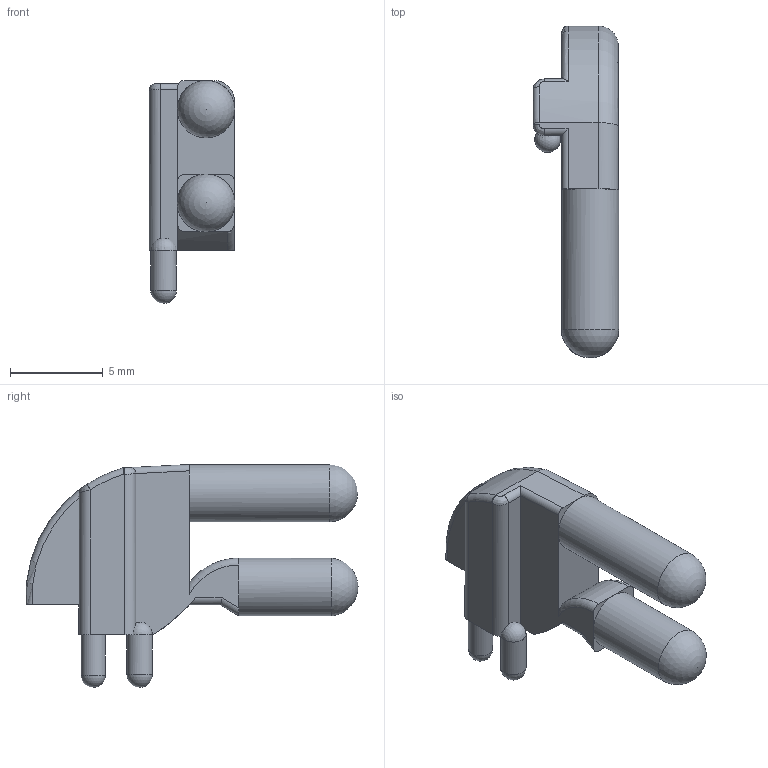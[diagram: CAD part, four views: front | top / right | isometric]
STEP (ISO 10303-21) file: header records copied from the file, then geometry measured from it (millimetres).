
FILE_DESCRIPTION(/* description */ ('Unknown'),/* implementation_level */ '2;1');
FILE_NAME(/* name */ '515-1114F',/* time_stamp */ '2023-03-15T08:09:03+02:00',/* author */ ('Unknown'),/* organization */ ('Unknown'),/* preprocessor_version */ 'ST-DEVELOPER v18.1',/* originating_system */ 'Solid Edge',/* authorisation */ 'Unknown');
FILE_SCHEMA (('AUTOMOTIVE_DESIGN {1 0 10303 214 3 1 1}'));
Length unit declared in the file: millimetre
Products named in the file (1): 515-1114F
Bounding box: 4.63 x 17.89 x 12.01 mm (x, y, z)
Volume: 365.3 mm3; surface area: 440 mm2
Topology: 1 solids, 1 shells, 55 faces, 148 edges, 90 vertices
Faces by surface type: plane 24, cylinder 18, torus 6, sphere 5, bspline 2
Full cylindrical faces by diameter (mm): 1.308 x1, 1.379 x1, 3.087 x1, 3.116 x1
Entity records: 1630 total; most frequent: CARTESIAN_POINT 339, DIRECTION 273, ORIENTED_EDGE 254, EDGE_CURVE 127, AXIS2_PLACEMENT_3D 106, VERTEX_POINT 79, LINE 61, VECTOR 61
